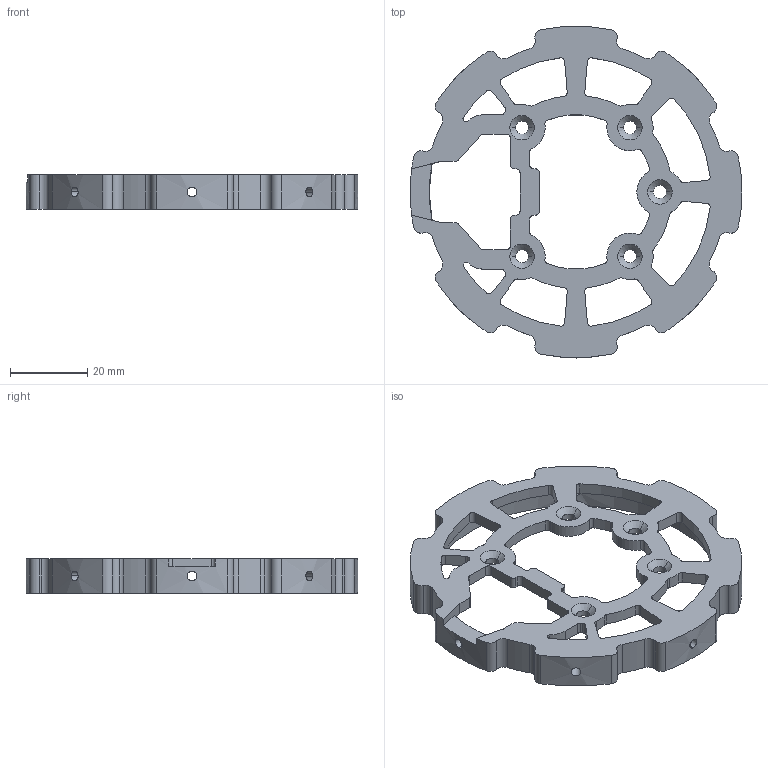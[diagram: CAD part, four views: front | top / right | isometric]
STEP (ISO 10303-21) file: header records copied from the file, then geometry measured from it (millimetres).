
FILE_DESCRIPTION (( 'STEP AP214' ), '1' );
FILE_NAME ('鷕窒壽誹郪璃1.STEP', '2022-06-12T11:54:53', ( '' ), ( '' ), 'SwSTEP 2.0', 'SolidWorks 2021', '' );
FILE_SCHEMA (( 'AUTOMOTIVE_DESIGN' ));
Length unit declared in the file: millimetre
Products named in the file (1): 鷕窒壽誹郪璃1
Bounding box: 86 x 86 x 9 mm (x, y, z)
Volume: 13879.8 mm3; surface area: 12038.4 mm2
Topology: 1 solids, 1 shells, 249 faces, 737 edges, 486 vertices
Faces by surface type: cylinder 199, plane 40, cone 10
Entity records: 9349 total; most frequent: CARTESIAN_POINT 2081, DIRECTION 1585, ORIENTED_EDGE 1474, EDGE_CURVE 737, AXIS2_PLACEMENT_3D 630, VERTEX_POINT 486, CIRCLE 380, VECTOR 325
